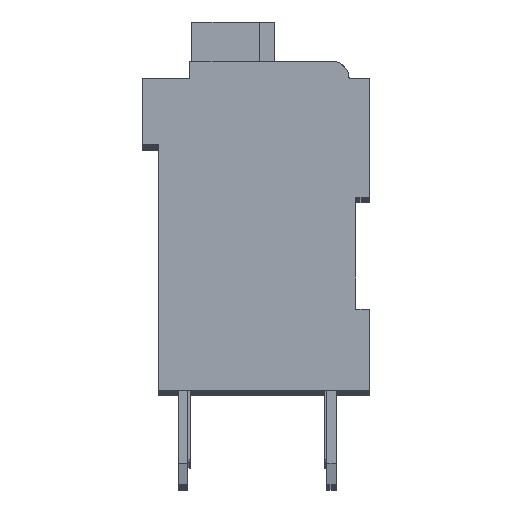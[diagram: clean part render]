
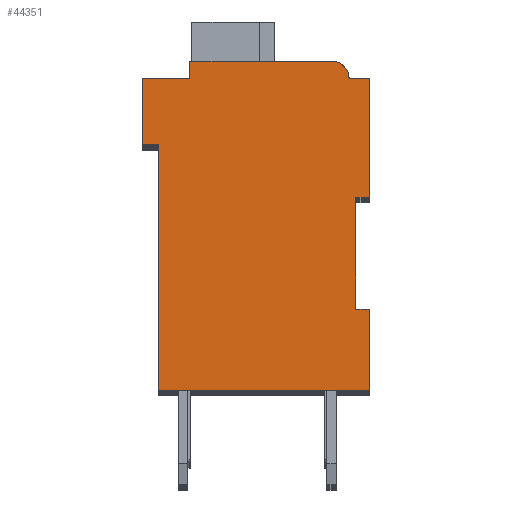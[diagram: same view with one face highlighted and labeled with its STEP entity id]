
A CAD part, top view. The second image highlights one B-rep face of the part: STEP entity #44351.
In plain terms, the highlighted planar face has unit normal (0, 0, 1).
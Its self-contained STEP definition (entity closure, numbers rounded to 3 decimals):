
#10338=DIRECTION('',(1.,0.,0.));
#10339=VECTOR('',#10338,0.5);
#10340=CARTESIAN_POINT('',(7.3,7.15,2.1));
#10341=LINE('',#10340,#10339);
#10342=DIRECTION('',(0.,1.,0.));
#10343=VECTOR('',#10342,4.15);
#10344=CARTESIAN_POINT('',(7.3,3.,2.1));
#10345=LINE('',#10344,#10343);
#10346=DIRECTION('',(-1.,0.,0.));
#10347=VECTOR('',#10346,0.5);
#10348=CARTESIAN_POINT('',(7.8,3.,2.1));
#10349=LINE('',#10348,#10347);
#10350=DIRECTION('',(0.,1.,0.));
#10351=VECTOR('',#10350,3.);
#10352=CARTESIAN_POINT('',(7.8,0.,2.1));
#10353=LINE('',#10352,#10351);
#10354=DIRECTION('',(1.,0.,0.));
#10355=VECTOR('',#10354,7.8);
#10356=CARTESIAN_POINT('',(0.,0.,2.1));
#10357=LINE('',#10356,#10355);
#10358=DIRECTION('',(0.,-1.,0.));
#10359=VECTOR('',#10358,9.1);
#10360=CARTESIAN_POINT('',(0.,9.1,2.1));
#10361=LINE('',#10360,#10359);
#10362=DIRECTION('',(1.,0.,0.));
#10363=VECTOR('',#10362,0.6);
#10364=CARTESIAN_POINT('',(-0.6,9.1,2.1));
#10365=LINE('',#10364,#10363);
#10366=DIRECTION('',(0.,-1.,0.));
#10367=VECTOR('',#10366,2.45);
#10368=CARTESIAN_POINT('',(-0.6,11.55,2.1));
#10369=LINE('',#10368,#10367);
#10370=DIRECTION('',(-1.,0.,0.));
#10371=VECTOR('',#10370,1.75);
#10372=CARTESIAN_POINT('',(1.15,11.55,2.1));
#10373=LINE('',#10372,#10371);
#10374=DIRECTION('',(0.,-1.,0.));
#10375=VECTOR('',#10374,0.65);
#10376=CARTESIAN_POINT('',(1.15,12.2,2.1));
#10377=LINE('',#10376,#10375);
#10378=DIRECTION('',(-1.,0.,0.));
#10379=VECTOR('',#10378,5.25);
#10380=CARTESIAN_POINT('',(6.4,12.2,2.1));
#10381=LINE('',#10380,#10379);
#10382=CARTESIAN_POINT('',(6.4,11.55,2.1));
#10383=DIRECTION('',(0.,0.,1.));
#10384=DIRECTION('',(1.,0.,0.));
#10385=AXIS2_PLACEMENT_3D('',#10382,#10383,#10384);
#10387=DIRECTION('',(-1.,0.,0.));
#10388=VECTOR('',#10387,0.75);
#10389=CARTESIAN_POINT('',(7.8,11.55,2.1));
#10390=LINE('',#10389,#10388);
#10391=DIRECTION('',(0.,1.,0.));
#10392=VECTOR('',#10391,4.4);
#10393=CARTESIAN_POINT('',(7.8,7.15,2.1));
#10394=LINE('',#10393,#10392);
#26335=CARTESIAN_POINT('',(7.3,7.15,2.1));
#26336=CARTESIAN_POINT('',(7.8,7.15,2.1));
#26337=VERTEX_POINT('',#26335);
#26338=VERTEX_POINT('',#26336);
#26339=CARTESIAN_POINT('',(7.8,11.55,2.1));
#26340=VERTEX_POINT('',#26339);
#26341=CARTESIAN_POINT('',(7.05,11.55,2.1));
#26342=VERTEX_POINT('',#26341);
#26343=CARTESIAN_POINT('',(6.4,12.2,2.1));
#26344=VERTEX_POINT('',#26343);
#26345=CARTESIAN_POINT('',(1.15,12.2,2.1));
#26346=VERTEX_POINT('',#26345);
#26347=CARTESIAN_POINT('',(1.15,11.55,2.1));
#26348=VERTEX_POINT('',#26347);
#26349=CARTESIAN_POINT('',(-0.6,11.55,2.1));
#26350=VERTEX_POINT('',#26349);
#26351=CARTESIAN_POINT('',(-0.6,9.1,2.1));
#26352=VERTEX_POINT('',#26351);
#26353=CARTESIAN_POINT('',(0.,9.1,2.1));
#26354=VERTEX_POINT('',#26353);
#26355=CARTESIAN_POINT('',(0.,0.,2.1));
#26356=VERTEX_POINT('',#26355);
#26357=CARTESIAN_POINT('',(7.8,0.,2.1));
#26358=VERTEX_POINT('',#26357);
#26359=CARTESIAN_POINT('',(7.8,3.,2.1));
#26360=VERTEX_POINT('',#26359);
#26361=CARTESIAN_POINT('',(7.3,3.,2.1));
#26362=VERTEX_POINT('',#26361);
#44330=CARTESIAN_POINT('',(0.,0.,2.1));
#44331=DIRECTION('',(0.,0.,1.));
#44332=DIRECTION('',(1.,0.,0.));
#44333=AXIS2_PLACEMENT_3D('',#44330,#44331,#44332);
#44334=PLANE('',#44333);
#44335=ORIENTED_EDGE('',*,*,#34704,.F.);
#44336=ORIENTED_EDGE('',*,*,#35874,.F.);
#44337=ORIENTED_EDGE('',*,*,#36870,.F.);
#44338=ORIENTED_EDGE('',*,*,#37555,.F.);
#44339=ORIENTED_EDGE('',*,*,#38344,.F.);
#44340=ORIENTED_EDGE('',*,*,#39381,.F.);
#44341=ORIENTED_EDGE('',*,*,#40152,.F.);
#44342=ORIENTED_EDGE('',*,*,#40536,.F.);
#44343=ORIENTED_EDGE('',*,*,#41119,.F.);
#44344=ORIENTED_EDGE('',*,*,#42220,.F.);
#44345=ORIENTED_EDGE('',*,*,#43094,.F.);
#44346=ORIENTED_EDGE('',*,*,#41170,.F.);
#44347=ORIENTED_EDGE('',*,*,#41931,.F.);
#44348=ORIENTED_EDGE('',*,*,#35769,.F.);
#44349=EDGE_LOOP('',(#44335,#44336,#44337,#44338,#44339,#44340,#44341,#44342,
#44343,#44344,#44345,#44346,#44347,#44348));
#44350=FACE_OUTER_BOUND('',#44349,.F.);
#10386=CIRCLE('',#10385,0.65);
#34704=EDGE_CURVE('',#26337,#26338,#10341,.T.);
#35769=EDGE_CURVE('',#26338,#26340,#10394,.T.);
#35874=EDGE_CURVE('',#26362,#26337,#10345,.T.);
#36870=EDGE_CURVE('',#26360,#26362,#10349,.T.);
#37555=EDGE_CURVE('',#26358,#26360,#10353,.T.);
#38344=EDGE_CURVE('',#26356,#26358,#10357,.T.);
#39381=EDGE_CURVE('',#26354,#26356,#10361,.T.);
#40152=EDGE_CURVE('',#26352,#26354,#10365,.T.);
#40536=EDGE_CURVE('',#26350,#26352,#10369,.T.);
#41119=EDGE_CURVE('',#26348,#26350,#10373,.T.);
#41170=EDGE_CURVE('',#26342,#26344,#10386,.T.);
#41931=EDGE_CURVE('',#26340,#26342,#10390,.T.);
#42220=EDGE_CURVE('',#26346,#26348,#10377,.T.);
#43094=EDGE_CURVE('',#26344,#26346,#10381,.T.);
#44351=ADVANCED_FACE('',(#44350),#44334,.T.);
